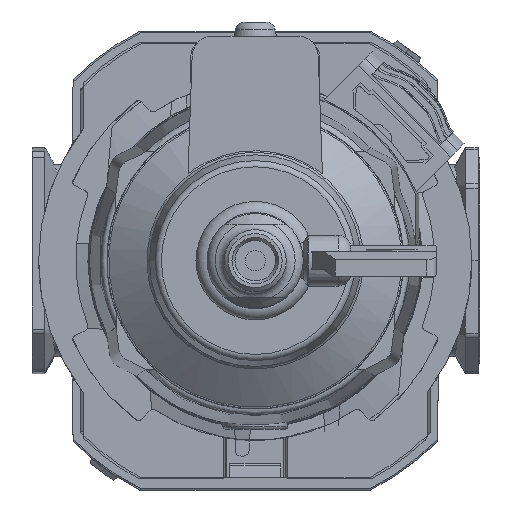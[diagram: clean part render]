
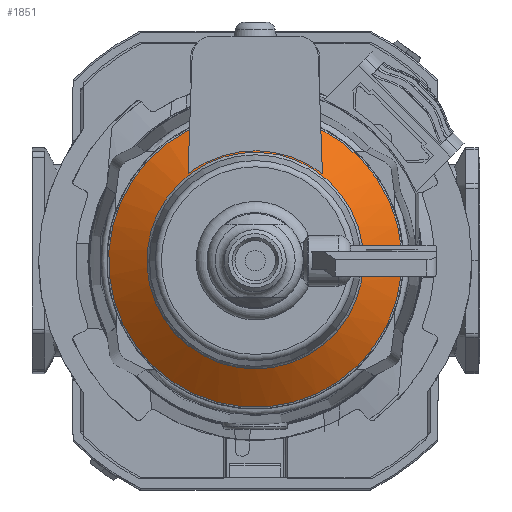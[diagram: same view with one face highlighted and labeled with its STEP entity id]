
A CAD part, front view. The second image highlights one B-rep face of the part: STEP entity #1851.
In plain terms, the highlighted conical face has half-angle 55 degrees and reference radius 23.023 mm.
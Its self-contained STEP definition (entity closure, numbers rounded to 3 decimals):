
#1851 = ADVANCED_FACE( '', ( #4411, #4412 ), #4413, .T. );
#4411 = FACE_BOUND( '', #7898, .T. );
#4412 = FACE_OUTER_BOUND( '', #7899, .T. );
#4413 = CONICAL_SURFACE( '', #7900, 23.023, 0.96 );
#7898 = EDGE_LOOP( '', ( #13551 ) );
#7899 = EDGE_LOOP( '', ( #13552, #13553, #13554, #13555 ) );
#7900 = AXIS2_PLACEMENT_3D( '', #13556, #13557, #13558 );
#13551 = ORIENTED_EDGE( '', *, *, #21490, .F. );
#13552 = ORIENTED_EDGE( '', *, *, #22145, .F. );
#13553 = ORIENTED_EDGE( '', *, *, #22146, .T. );
#13554 = ORIENTED_EDGE( '', *, *, #22147, .T. );
#13555 = ORIENTED_EDGE( '', *, *, #20483, .T. );
#13556 = CARTESIAN_POINT( '', ( 0., 8.923, 0. ) );
#13557 = DIRECTION( '', ( 0., 1., 0. ) );
#13558 = DIRECTION( '', ( 0., 0., 1. ) );
#20483 = EDGE_CURVE( '', #24402, #24400, #24403, .T. );
#21490 = EDGE_CURVE( '', #26161, #26161, #26162, .T. );
#22145 = EDGE_CURVE( '', #27224, #24400, #27225, .T. );
#22146 = EDGE_CURVE( '', #27224, #27226, #27227, .T. );
#22147 = EDGE_CURVE( '', #27226, #24402, #27228, .T. );
#24400 = VERTEX_POINT( '', #30196 );
#24402 = VERTEX_POINT( '', #30199 );
#24403 = B_SPLINE_CURVE_WITH_KNOTS( '', 3, ( #30200, #30201, #30202, #30203, #30204, #30205 ), .UNSPECIFIED., .F., .F., ( 4, 2, 4 ), ( 0., 0.004, 0.008 ), .UNSPECIFIED. );
#26161 = VERTEX_POINT( '', #33417 );
#26162 = CIRCLE( '', #33418, 17.004 );
#27224 = VERTEX_POINT( '', #35149 );
#27225 = CIRCLE( '', #35150, 17.246 );
#27226 = VERTEX_POINT( '', #35151 );
#27227 = B_SPLINE_CURVE_WITH_KNOTS( '', 3, ( #35152, #35153, #35154, #35155, #35156, #35157 ), .UNSPECIFIED., .F., .F., ( 4, 2, 4 ), ( 0., 0.004, 0.008 ), .UNSPECIFIED. );
#27228 = CIRCLE( '', #35158, 23.023 );
#30196 = CARTESIAN_POINT( '', ( 10.544, 4.878, 13.646 ) );
#30199 = CARTESIAN_POINT( '', ( 10.302, 8.923, 20.589 ) );
#30200 = CARTESIAN_POINT( '', ( 10.302, 8.923, 20.589 ) );
#30201 = CARTESIAN_POINT( '', ( 10.342, 8.221, 19.448 ) );
#30202 = CARTESIAN_POINT( '', ( 10.382, 7.529, 18.302 ) );
#30203 = CARTESIAN_POINT( '', ( 10.463, 6.175, 15.99 ) );
#30204 = CARTESIAN_POINT( '', ( 10.503, 5.514, 14.826 ) );
#30205 = CARTESIAN_POINT( '', ( 10.544, 4.878, 13.646 ) );
#33417 = CARTESIAN_POINT( '', ( 0., 4.709, -17.004 ) );
#33418 = AXIS2_PLACEMENT_3D( '', #41432, #41433, #41434 );
#35149 = CARTESIAN_POINT( '', ( -10.544, 4.878, 13.646 ) );
#35150 = AXIS2_PLACEMENT_3D( '', #42285, #42286, #42287 );
#35151 = CARTESIAN_POINT( '', ( -10.302, 8.923, 20.589 ) );
#35152 = CARTESIAN_POINT( '', ( -10.544, 4.878, 13.646 ) );
#35153 = CARTESIAN_POINT( '', ( -10.503, 5.514, 14.826 ) );
#35154 = CARTESIAN_POINT( '', ( -10.463, 6.175, 15.99 ) );
#35155 = CARTESIAN_POINT( '', ( -10.382, 7.529, 18.302 ) );
#35156 = CARTESIAN_POINT( '', ( -10.342, 8.221, 19.448 ) );
#35157 = CARTESIAN_POINT( '', ( -10.302, 8.923, 20.589 ) );
#35158 = AXIS2_PLACEMENT_3D( '', #42288, #42289, #42290 );
#41432 = CARTESIAN_POINT( '', ( 0., 4.709, 0. ) );
#41433 = DIRECTION( '', ( 0., -1., 0. ) );
#41434 = DIRECTION( '', ( 0., 0., -1. ) );
#42285 = CARTESIAN_POINT( '', ( 0., 4.878, 0. ) );
#42286 = DIRECTION( '', ( 0., 1., 0. ) );
#42287 = DIRECTION( '', ( 0., 0., 1. ) );
#42288 = CARTESIAN_POINT( '', ( 0., 8.923, 0. ) );
#42289 = DIRECTION( '', ( 0., -1., 0. ) );
#42290 = DIRECTION( '', ( 0., 0., -1. ) );
